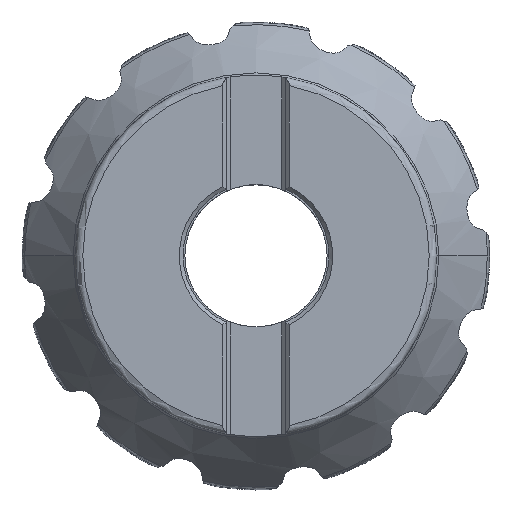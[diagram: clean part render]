
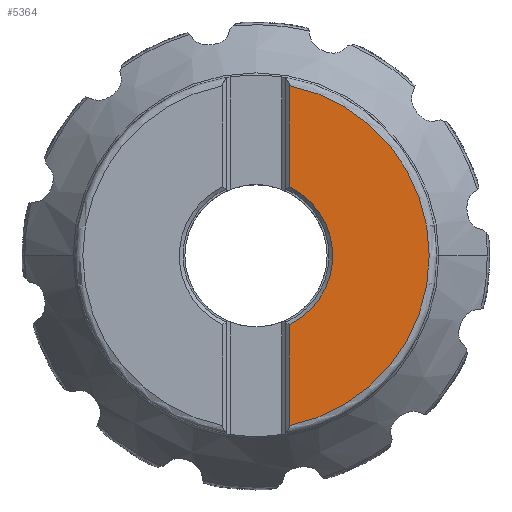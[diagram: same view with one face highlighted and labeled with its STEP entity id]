
A CAD part, top view. The second image highlights one B-rep face of the part: STEP entity #5364.
In plain terms, the highlighted planar face has unit normal (0, 0, 1).
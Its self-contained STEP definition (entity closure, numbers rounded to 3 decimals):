
#608=LINE('',#75957,#1546);
#609=LINE('',#75961,#1547);
#1546=VECTOR('',#32831,1.);
#1547=VECTOR('',#32836,1.);
#3854=FACE_OUTER_BOUND('',#7358,.T.);
#5364=ADVANCED_FACE('',(#3854),#6548,.T.);
#6548=PLANE('',#28939);
#7358=EDGE_LOOP('',(#13483,#13484,#13485,#13486,#13487));
#13483=ORIENTED_EDGE('',*,*,#24012,.F.);
#13484=ORIENTED_EDGE('',*,*,#24013,.T.);
#13485=ORIENTED_EDGE('',*,*,#24007,.F.);
#13486=ORIENTED_EDGE('',*,*,#24006,.F.);
#13487=ORIENTED_EDGE('',*,*,#24011,.F.);
#20644=VERTEX_POINT('',#75919);
#20645=VERTEX_POINT('',#75920);
#20646=VERTEX_POINT('',#75922);
#20647=VERTEX_POINT('',#75956);
#20648=VERTEX_POINT('',#75960);
#24006=EDGE_CURVE('',#20644,#20645,#26835,.T.);
#24007=EDGE_CURVE('',#20645,#20646,#26836,.T.);
#24011=EDGE_CURVE('',#20647,#20644,#608,.T.);
#24012=EDGE_CURVE('',#20648,#20647,#26837,.T.);
#24013=EDGE_CURVE('',#20648,#20646,#609,.T.);
#26835=CIRCLE('',#28934,46.419);
#26836=CIRCLE('',#28935,46.419);
#26837=CIRCLE('',#28938,20.55);
#28934=AXIS2_PLACEMENT_3D('',#75918,#32825,#32826);
#28935=AXIS2_PLACEMENT_3D('',#75921,#32827,#32828);
#28938=AXIS2_PLACEMENT_3D('',#75959,#32834,#32835);
#28939=AXIS2_PLACEMENT_3D('',#75962,#32837,#32838);
#32825=DIRECTION('',(0.,0.,-1.));
#32826=DIRECTION('',(0.193,0.981,0.));
#32827=DIRECTION('',(0.,0.,-1.));
#32828=DIRECTION('',(1.,0.,0.));
#32831=DIRECTION('',(0.,1.,0.));
#32834=DIRECTION('',(0.,0.,1.));
#32835=DIRECTION('',(0.435,-0.9,0.));
#32836=DIRECTION('',(0.,-1.,0.));
#32837=DIRECTION('',(0.,0.,1.));
#32838=DIRECTION('',(-1.,0.,0.));
#75918=CARTESIAN_POINT('',(0.,0.,0.));
#75919=CARTESIAN_POINT('',(8.937,45.55,0.));
#75920=CARTESIAN_POINT('',(46.419,-0.021,0.));
#75921=CARTESIAN_POINT('',(0.,0.,0.));
#75922=CARTESIAN_POINT('',(8.938,-45.55,0.));
#75956=CARTESIAN_POINT('',(8.937,18.505,0.));
#75957=CARTESIAN_POINT('',(8.937,18.505,0.));
#75959=CARTESIAN_POINT('',(0.,0.,0.));
#75960=CARTESIAN_POINT('',(8.938,-18.505,0.));
#75961=CARTESIAN_POINT('',(8.938,-18.505,0.));
#75962=CARTESIAN_POINT('',(27.678,0.,0.));
